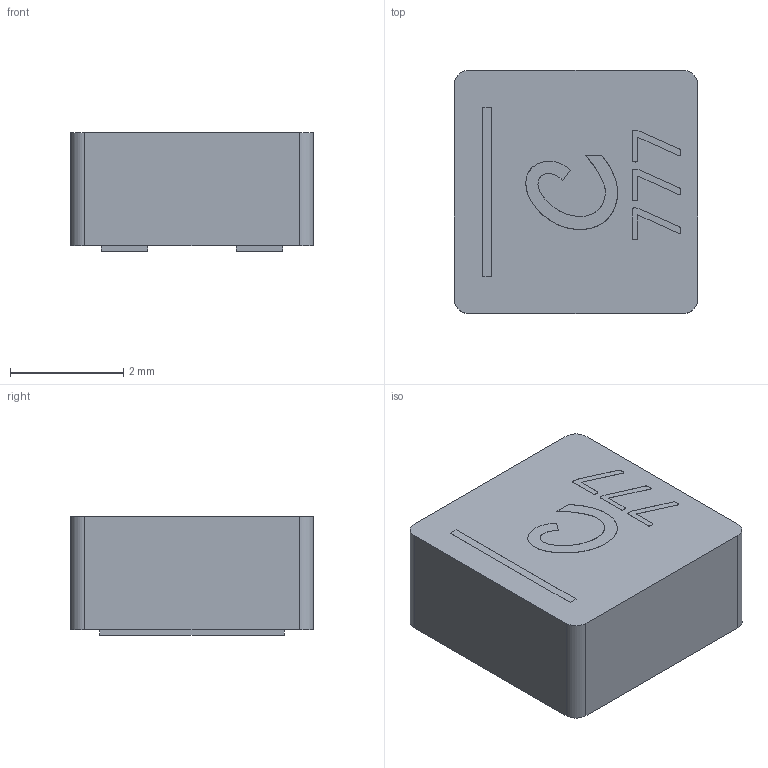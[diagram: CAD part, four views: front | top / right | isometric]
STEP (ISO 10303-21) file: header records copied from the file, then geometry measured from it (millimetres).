
FILE_DESCRIPTION(/* description */ (''),/* implementation_level */ '2;1');
FILE_NAME(/* name */ 'LS-XFL4020.step',/* time_stamp */ '2023-03-28T21:21:07+11:00',/* author */ (''),/* organization */ (''),/* preprocessor_version */ 'ST-DEVELOPER v19.2',/* originating_system */ 'Autodesk Translation Framework v11.17.0.187',/* authorisation */ '');
FILE_SCHEMA (('AUTOMOTIVE_DESIGN { 1 0 10303 214 3 1 1 }'));
Length unit declared in the file: millimetre
Products named in the file (2): LS-XFL4020; Document (2)
Assembly tree (1 placements, depth 2):
  LS-XFL4020
    Document (2)
Bounding box: 4.3 x 4.3 x 2.1 mm (x, y, z)
Surface area: 72.1 mm2 (no closed solid volume)
Topology: 0 solids, 70 shells, 70 faces, 332 edges, 332 vertices
Faces by surface type: plane 39, bspline 27, cylinder 4
Entity records: 5951 total; most frequent: CARTESIAN_POINT 3434, DIRECTION 344, VERTEX_POINT 332, EDGE_CURVE 332, ORIENTED_EDGE 332, LINE 208, VECTOR 208, B_SPLINE_CURVE_WITH_KNOTS 102
